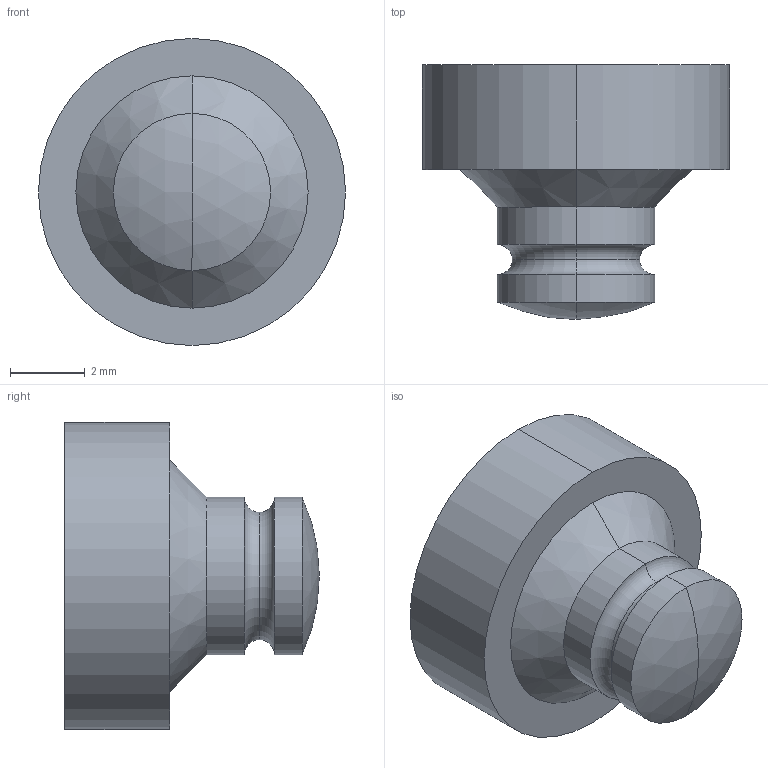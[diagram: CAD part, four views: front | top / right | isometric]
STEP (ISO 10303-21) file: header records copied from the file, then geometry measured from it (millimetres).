
FILE_DESCRIPTION (( 'STEP AP203' ), '1' );
FILE_NAME ('globe_valve_test-005_stopper-002.STEP', '2020-04-14T19:45:26', ( '' ), ( '' ), 'SwSTEP 2.0', 'SolidWorks 2018', '' );
FILE_SCHEMA (( 'CONFIG_CONTROL_DESIGN' ));
Length unit declared in the file: millimetre
Products named in the file (2): globe_valve_test-005_stopper-002
Bounding box: 8.2 x 6.8 x 8.2 mm (x, y, z)
Volume: 171.7 mm3; surface area: 282.3 mm2
Topology: 1 solids, 1 shells, 31 faces, 70 edges, 43 vertices
Faces by surface type: cylinder 16, torus 4, plane 4, bspline 3, sphere 2, cone 2
Entity records: 1553 total; most frequent: CARTESIAN_POINT 768, ORIENTED_EDGE 140, DIRECTION 129, EDGE_CURVE 70, AXIS2_PLACEMENT_3D 56, VERTEX_POINT 43, EDGE_LOOP 33, ADVANCED_FACE 31
